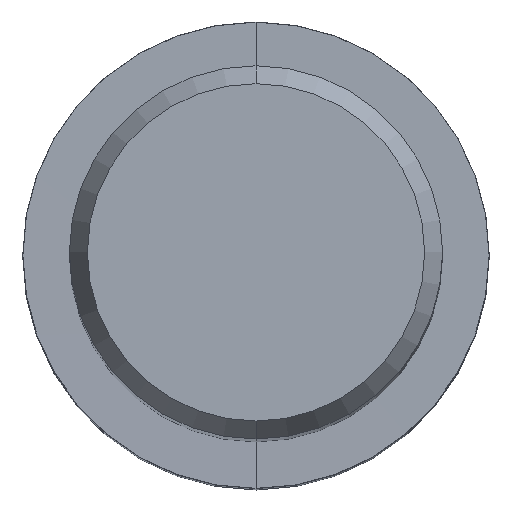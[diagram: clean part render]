
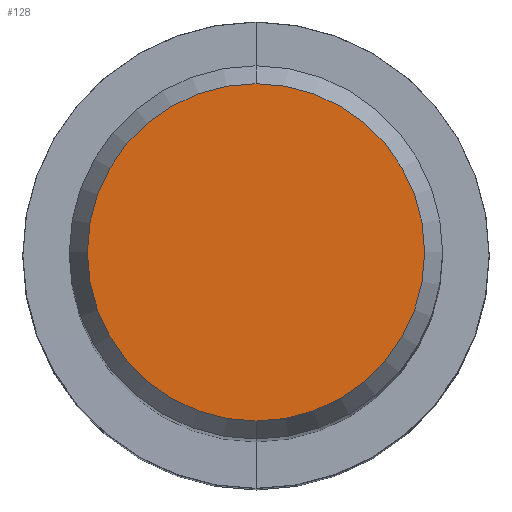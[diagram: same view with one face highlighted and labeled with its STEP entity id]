
A CAD part, top view. The second image highlights one B-rep face of the part: STEP entity #128.
In plain terms, the highlighted planar face has unit normal (0, 0, 1).
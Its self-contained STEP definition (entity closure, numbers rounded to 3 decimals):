
#128=ADVANCED_FACE('',(#245),#246,.T.);
#140=VERTEX_POINT('',#260);
#142=VERTEX_POINT('',#262);
#144=EDGE_CURVE('',#140,#142,#264,.T.);
#156=EDGE_CURVE('',#142,#140,#278,.T.);
#245=FACE_OUTER_BOUND('',#379,.T.);
#246=PLANE('',#380);
#260=CARTESIAN_POINT('',(0.0,4.304,0.01));
#262=CARTESIAN_POINT('',(0.,-4.304,0.01));
#264=CIRCLE('',#400,4.304);
#278=CIRCLE('',#417,4.304);
#379=EDGE_LOOP('',(#497,#498));
#380=AXIS2_PLACEMENT_3D('',#499,#500,#501);
#400=AXIS2_PLACEMENT_3D('',#521,#522,#523);
#417=AXIS2_PLACEMENT_3D('',#543,#544,#545);
#497=ORIENTED_EDGE('',*,*,#144,.F.);
#498=ORIENTED_EDGE('',*,*,#156,.F.);
#499=CARTESIAN_POINT('',(0.0,2.152,0.01));
#500=DIRECTION('',(-0.0,0.0,1.0));
#501=DIRECTION('',(0.0,-1.0,0.0));
#521=CARTESIAN_POINT('',(0.0,0.0,0.01));
#522=DIRECTION('',(0.0,0.0,-1.0));
#523=DIRECTION('',(0.0,1.0,0.0));
#543=CARTESIAN_POINT('',(0.0,0.0,0.01));
#544=DIRECTION('',(0.0,0.0,-1.0));
#545=DIRECTION('',(0.0,1.0,0.0));
